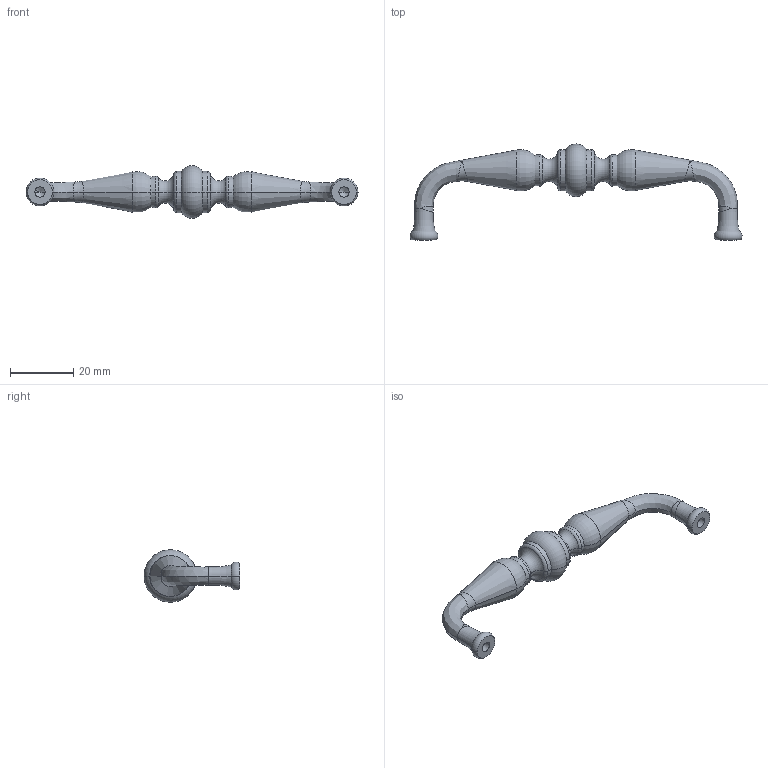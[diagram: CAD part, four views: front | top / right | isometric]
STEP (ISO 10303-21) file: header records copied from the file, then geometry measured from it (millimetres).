
FILE_DESCRIPTION(('Creo Elements/Direct Modeling STEP Export'),'2;1');
FILE_NAME('1757-105.stp','2019-01-14T10:46:44',(''),(''),'Creo Elements/Direct Modeling STEP processor for AP214 (Solid Model)','Creo Elements/Direct Modeling 20.0 12-Nov-2016 (C) Parametric Technology GmbH','');
FILE_SCHEMA(('AUTOMOTIVE_DESIGN { 1 0 10303 214 1 1 1 1 }'));
Length unit declared in the file: millimetre
Products named in the file (1): 1757-105
Bounding box: 104.8 x 30.3 x 16.6 mm (x, y, z)
Volume: 8346.3 mm3; surface area: 4095.9 mm2
Topology: 1 solids, 1 shells, 64 faces, 142 edges, 76 vertices
Faces by surface type: torus 22, cone 12, cylinder 12, bspline 10, plane 4, revolution 4
Entity records: 12102 total; most frequent: CARTESIAN_POINT 10859, ORIENTED_EDGE 268, DIRECTION 226, EDGE_CURVE 134, AXIS2_PLACEMENT_3D 99, VERTEX_POINT 76, EDGE_LOOP 68, FACE_OUTER_BOUND 64
